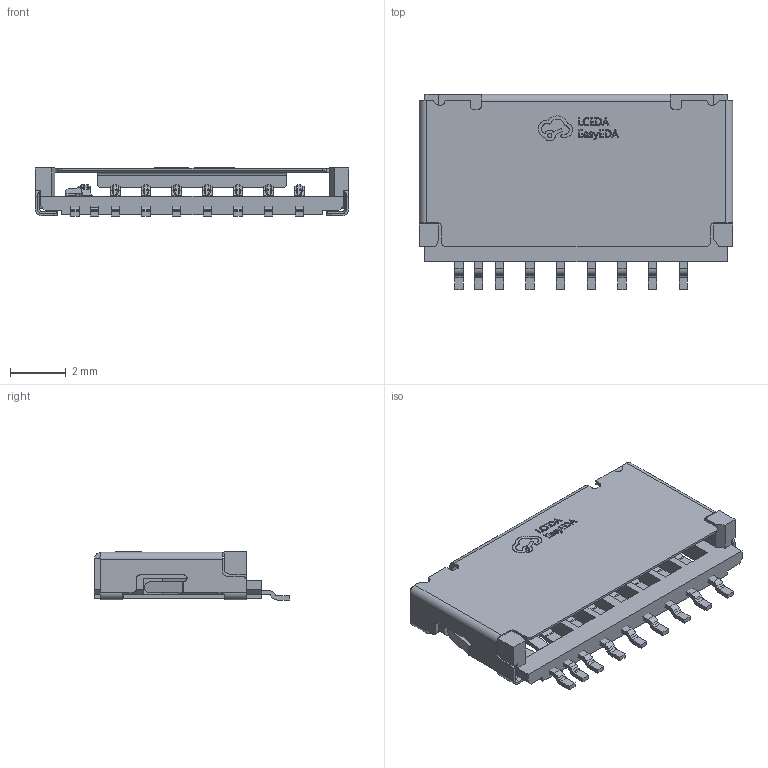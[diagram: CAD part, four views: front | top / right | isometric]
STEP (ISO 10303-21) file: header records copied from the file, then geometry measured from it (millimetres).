
FILE_DESCRIPTION (( 'STEP AP214' ), '1' );
FILE_NAME ('TF-SMD_TF-123B-ARP9H17.STEP', '2024-09-20T07:51:19', ( 'PC' ), ( 'Microsoft' ), 'SwSTEP 2.0', 'SolidWorks 2020', '' );
FILE_SCHEMA (( 'AUTOMOTIVE_DESIGN' ));
Length unit declared in the file: millimetre
Products named in the file (1): TF-SMD_TF-123B-ARP9H17
Bounding box: 11.25 x 7 x 1.72 mm (x, y, z)
Volume: 39 mm3; surface area: 366.5 mm2
Topology: 24 solids, 24 shells, 955 faces, 2584 edges, 1676 vertices
Faces by surface type: plane 533, cylinder 291, bspline 109, torus 20, cone 2
Entity records: 41330 total; most frequent: CARTESIAN_POINT 7187, ORIENTED_EDGE 5168, DIRECTION 4418, EDGE_CURVE 2584, VECTOR 1784, LINE 1784, VERTEX_POINT 1676, AXIS2_PLACEMENT_3D 1317
